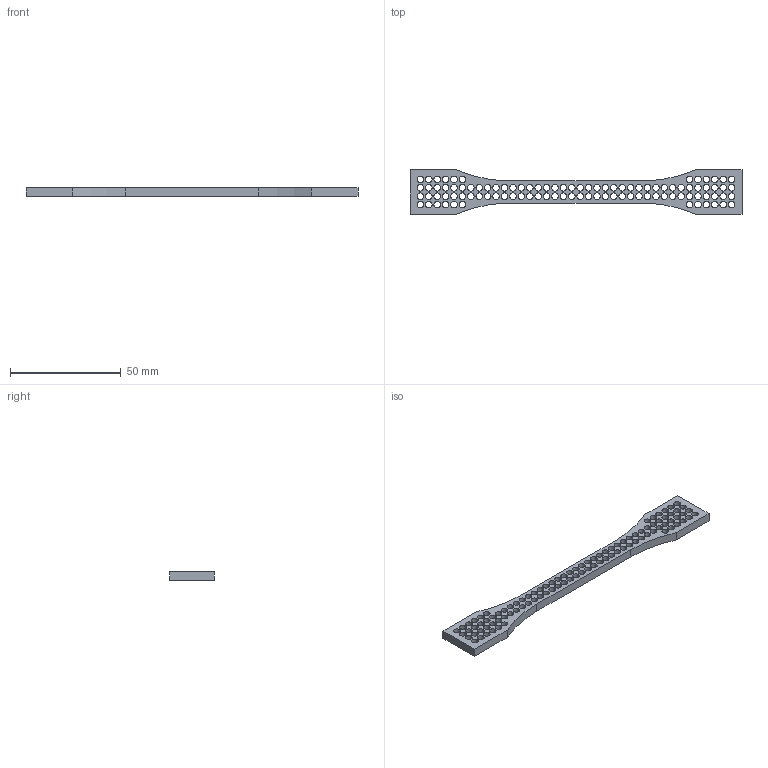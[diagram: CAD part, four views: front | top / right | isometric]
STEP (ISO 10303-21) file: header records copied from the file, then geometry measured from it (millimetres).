
FILE_DESCRIPTION(('Open CASCADE Model'),'2;1');
FILE_NAME('Open CASCADE Shape Model','2025-12-08T17:56:15',('Author'),( 'Open CASCADE'),'Open CASCADE STEP processor 7.8','Open CASCADE 7.8' ,'Unknown');
FILE_SCHEMA(('AUTOMOTIVE_DESIGN { 1 0 10303 214 1 1 1 1 }'));
Length unit declared in the file: millimetre
Products named in the file (1): Open CASCADE STEP translator 7.8 3
Bounding box: 150 x 20 x 4 mm (x, y, z)
Volume: 5482.6 mm3; surface area: 7882.2 mm2
Topology: 1 solids, 1 shells, 114 faces, 336 edges, 224 vertices
Faces by surface type: cylinder 104, plane 10
Full cylindrical faces by diameter (mm): 3 x100
Entity records: 8730 total; most frequent: DIRECTION 1438, CARTESIAN_POINT 1395, ORIENTED_EDGE 672, PCURVE 672, DEFINITIONAL_REPRESENTATION 672, LINE 592, VECTOR 592, CIRCLE 408
